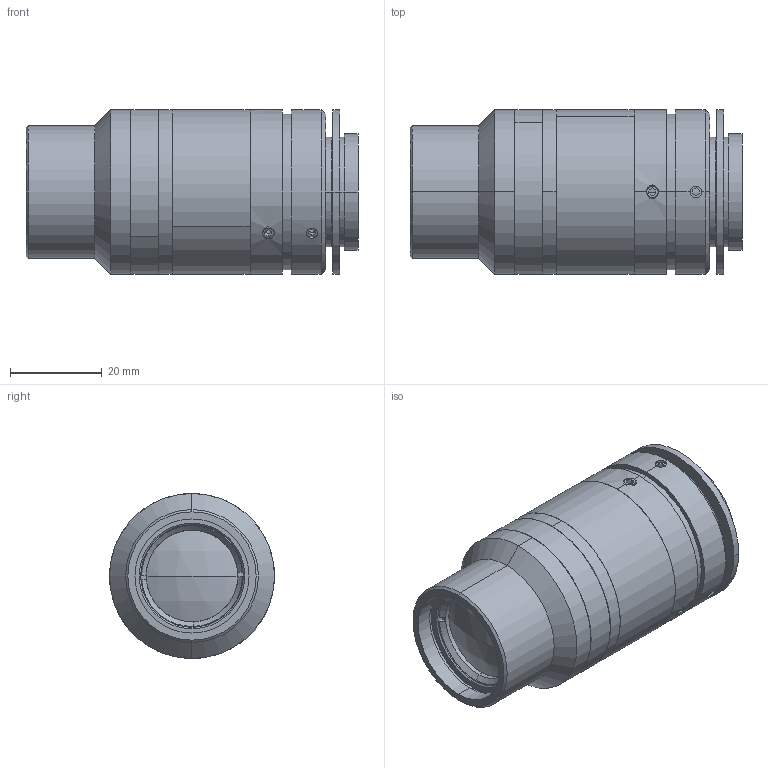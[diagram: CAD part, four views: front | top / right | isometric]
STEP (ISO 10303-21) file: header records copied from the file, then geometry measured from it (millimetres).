
FILE_DESCRIPTION (( 'STEP AP203' ), '1' );
FILE_NAME ('XF-MH03X180-1.1C.STEP', '2024-08-08T05:38:15', ( '' ), ( '' ), 'SwSTEP 2.0', 'SolidWorks 2022', '' );
FILE_SCHEMA (( 'CONFIG_CONTROL_DESIGN' ));
Length unit declared in the file: millimetre
Products named in the file (1): XF-MH03X180-1.1C
Bounding box: 72.46 x 36 x 36 mm (x, y, z)
Surface area: 13033.4 mm2 (no closed solid volume)
Topology: 0 solids, 17 shells, 142 faces, 400 edges, 260 vertices
Faces by surface type: plane 71, cylinder 42, cone 27, sphere 2
Entity records: 4885 total; most frequent: CARTESIAN_POINT 1149, DIRECTION 817, ORIENTED_EDGE 645, EDGE_CURVE 392, AXIS2_PLACEMENT_3D 304, VERTEX_POINT 260, VECTOR 209, LINE 209
